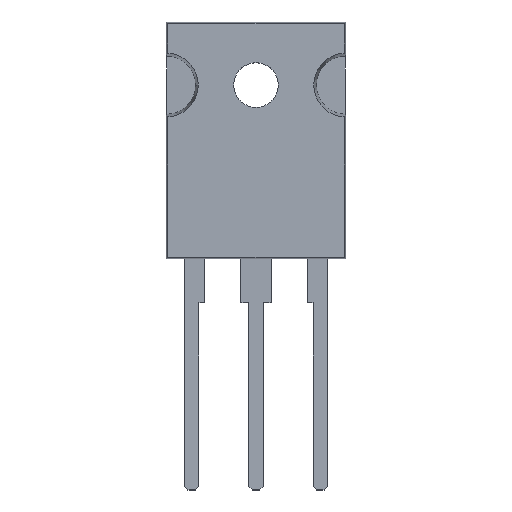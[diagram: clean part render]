
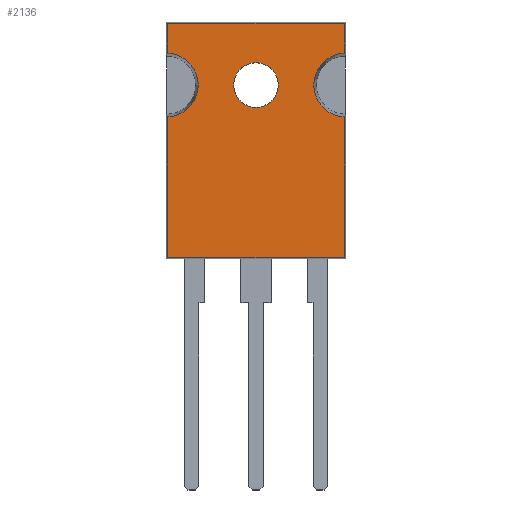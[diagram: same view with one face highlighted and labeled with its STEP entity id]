
A CAD part, top view. The second image highlights one B-rep face of the part: STEP entity #2136.
In plain terms, the highlighted planar face has unit normal (0, 0, 1).
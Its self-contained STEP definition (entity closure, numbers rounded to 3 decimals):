
#16 = CIRCLE ( 'NONE', #1599, 1.93 ) ;
#21 = CARTESIAN_POINT ( 'NONE',  ( 1.93, 4.79, 2.35 ) ) ;
#28 = LINE ( 'NONE', #1899, #79 ) ;
#72 = CARTESIAN_POINT ( 'NONE',  ( -7.627, 0., 2.35 ) ) ;
#79 = VECTOR ( 'NONE', #719, 1000. ) ;
#100 = DIRECTION ( 'NONE',  ( 1., 0., 0. ) ) ;
#133 = ORIENTED_EDGE ( 'NONE', *, *, #169, .T. ) ;
#137 = CARTESIAN_POINT ( 'NONE',  ( -5., 4.79, 2.35 ) ) ;
#139 = DIRECTION ( 'NONE',  ( 0., 0., 1. ) ) ;
#148 = CARTESIAN_POINT ( 'NONE',  ( 7.627, 7.537, 2.35 ) ) ;
#155 = EDGE_CURVE ( 'NONE', #580, #526, #16, .T. ) ;
#161 = ORIENTED_EDGE ( 'NONE', *, *, #500, .T. ) ;
#164 = DIRECTION ( 'NONE',  ( 0., 0., -1. ) ) ;
#169 = EDGE_CURVE ( 'NONE', #2116, #1082, #843, .T. ) ;
#203 = DIRECTION ( 'NONE',  ( 0., 0., 1. ) ) ;
#233 = CARTESIAN_POINT ( 'NONE',  ( 7.627, 10.127, 2.35 ) ) ;
#267 = DIRECTION ( 'NONE',  ( 0., 0., 1. ) ) ;
#286 = CARTESIAN_POINT ( 'NONE',  ( 7.627, 0., 2.35 ) ) ;
#297 = AXIS2_PLACEMENT_3D ( 'NONE', #1377, #203, #1203 ) ;
#298 = EDGE_LOOP ( 'NONE', ( #1225, #897 ) ) ;
#377 = EDGE_CURVE ( 'NONE', #1082, #540, #505, .T. ) ;
#415 = VERTEX_POINT ( 'NONE', #980 ) ;
#439 = EDGE_CURVE ( 'NONE', #1464, #1049, #1320, .T. ) ;
#458 = VECTOR ( 'NONE', #726, 1000. ) ;
#462 = CARTESIAN_POINT ( 'NONE',  ( -7.627, 2.043, 2.35 ) ) ;
#500 = EDGE_CURVE ( 'NONE', #415, #1123, #1104, .T. ) ;
#505 = LINE ( 'NONE', #876, #1766 ) ;
#510 = ORIENTED_EDGE ( 'NONE', *, *, #1753, .F. ) ;
#526 = VERTEX_POINT ( 'NONE', #21 ) ;
#540 = VERTEX_POINT ( 'NONE', #1654 ) ;
#556 = ORIENTED_EDGE ( 'NONE', *, *, #439, .T. ) ;
#579 = CARTESIAN_POINT ( 'NONE',  ( 0., -10.127, 2.35 ) ) ;
#580 = VERTEX_POINT ( 'NONE', #705 ) ;
#614 = EDGE_CURVE ( 'NONE', #526, #580, #890, .T. ) ;
#627 = AXIS2_PLACEMENT_3D ( 'NONE', #2146, #678, #1687 ) ;
#649 = DIRECTION ( 'NONE',  ( 0., 0., -1. ) ) ;
#678 = DIRECTION ( 'NONE',  ( 0., 0., -1. ) ) ;
#700 = DIRECTION ( 'NONE',  ( 0., 1., 0. ) ) ;
#705 = CARTESIAN_POINT ( 'NONE',  ( -1.93, 4.79, 2.35 ) ) ;
#719 = DIRECTION ( 'NONE',  ( 0., -1., 0. ) ) ;
#726 = DIRECTION ( 'NONE',  ( 0., -1., 0. ) ) ;
#838 = EDGE_CURVE ( 'NONE', #1711, #2116, #921, .T. ) ;
#843 = LINE ( 'NONE', #579, #1677 ) ;
#876 = CARTESIAN_POINT ( 'NONE',  ( 7.627, 0., 2.35 ) ) ;
#890 = CIRCLE ( 'NONE', #297, 1.93 ) ;
#897 = ORIENTED_EDGE ( 'NONE', *, *, #155, .F. ) ;
#921 = LINE ( 'NONE', #72, #458 ) ;
#957 = CARTESIAN_POINT ( 'NONE',  ( 7.627, -10.127, 2.35 ) ) ;
#980 = CARTESIAN_POINT ( 'NONE',  ( -7.627, 7.537, 2.35 ) ) ;
#1005 = CARTESIAN_POINT ( 'NONE',  ( -7.627, -10.127, 2.35 ) ) ;
#1008 = LINE ( 'NONE', #286, #1851 ) ;
#1042 = ORIENTED_EDGE ( 'NONE', *, *, #1821, .T. ) ;
#1049 = VERTEX_POINT ( 'NONE', #1790 ) ;
#1082 = VERTEX_POINT ( 'NONE', #957 ) ;
#1104 = CIRCLE ( 'NONE', #1239, 2.75 ) ;
#1123 = VERTEX_POINT ( 'NONE', #137 ) ;
#1136 = DIRECTION ( 'NONE',  ( 1., 0., 0. ) ) ;
#1166 = FACE_OUTER_BOUND ( 'NONE', #1879, .T. ) ;
#1203 = DIRECTION ( 'NONE',  ( 1., 0., 0. ) ) ;
#1220 = FACE_BOUND ( 'NONE', #298, .T. ) ;
#1221 = ORIENTED_EDGE ( 'NONE', *, *, #1639, .T. ) ;
#1225 = ORIENTED_EDGE ( 'NONE', *, *, #614, .F. ) ;
#1239 = AXIS2_PLACEMENT_3D ( 'NONE', #1339, #164, #1351 ) ;
#1275 = DIRECTION ( 'NONE',  ( 1., 0., 0. ) ) ;
#1312 = CARTESIAN_POINT ( 'NONE',  ( 7.75, 4.79, 2.35 ) ) ;
#1320 = LINE ( 'NONE', #1896, #1702 ) ;
#1333 = CIRCLE ( 'NONE', #1404, 2.75 ) ;
#1339 = CARTESIAN_POINT ( 'NONE',  ( -7.75, 4.79, 2.35 ) ) ;
#1351 = DIRECTION ( 'NONE',  ( -1., 0., 0. ) ) ;
#1377 = CARTESIAN_POINT ( 'NONE',  ( 0., 4.79, 2.35 ) ) ;
#1397 = ORIENTED_EDGE ( 'NONE', *, *, #838, .T. ) ;
#1404 = AXIS2_PLACEMENT_3D ( 'NONE', #1833, #649, #1657 ) ;
#1439 = CARTESIAN_POINT ( 'NONE',  ( 0., 4.79, 2.35 ) ) ;
#1460 = EDGE_CURVE ( 'NONE', #1049, #415, #28, .T. ) ;
#1464 = VERTEX_POINT ( 'NONE', #233 ) ;
#1560 = CIRCLE ( 'NONE', #1968, 2.75 ) ;
#1599 = AXIS2_PLACEMENT_3D ( 'NONE', #1439, #267, #1275 ) ;
#1639 = EDGE_CURVE ( 'NONE', #1123, #1711, #1333, .T. ) ;
#1654 = CARTESIAN_POINT ( 'NONE',  ( 7.627, 2.043, 2.35 ) ) ;
#1657 = DIRECTION ( 'NONE',  ( -1., 0., 0. ) ) ;
#1673 = PLANE ( 'NONE',  #627 ) ;
#1677 = VECTOR ( 'NONE', #100, 1000. ) ;
#1687 = DIRECTION ( 'NONE',  ( -1., 0., 0. ) ) ;
#1702 = VECTOR ( 'NONE', #1878, 1000. ) ;
#1711 = VERTEX_POINT ( 'NONE', #462 ) ;
#1730 = VERTEX_POINT ( 'NONE', #148 ) ;
#1753 = EDGE_CURVE ( 'NONE', #1730, #540, #1560, .T. ) ;
#1766 = VECTOR ( 'NONE', #700, 1000. ) ;
#1790 = CARTESIAN_POINT ( 'NONE',  ( -7.627, 10.127, 2.35 ) ) ;
#1815 = ORIENTED_EDGE ( 'NONE', *, *, #1460, .T. ) ;
#1821 = EDGE_CURVE ( 'NONE', #1730, #1464, #1008, .T. ) ;
#1833 = CARTESIAN_POINT ( 'NONE',  ( -7.75, 4.79, 2.35 ) ) ;
#1851 = VECTOR ( 'NONE', #2122, 1000. ) ;
#1878 = DIRECTION ( 'NONE',  ( -1., 0., 0. ) ) ;
#1879 = EDGE_LOOP ( 'NONE', ( #1815, #161, #1221, #1397, #133, #2095, #510, #1042, #556 ) ) ;
#1896 = CARTESIAN_POINT ( 'NONE',  ( 0., 10.127, 2.35 ) ) ;
#1899 = CARTESIAN_POINT ( 'NONE',  ( -7.627, 0., 2.35 ) ) ;
#1968 = AXIS2_PLACEMENT_3D ( 'NONE', #1312, #139, #1136 ) ;
#2095 = ORIENTED_EDGE ( 'NONE', *, *, #377, .T. ) ;
#2116 = VERTEX_POINT ( 'NONE', #1005 ) ;
#2122 = DIRECTION ( 'NONE',  ( 0., 1., 0. ) ) ;
#2136 = ADVANCED_FACE ( 'NONE', ( #1220, #1166 ), #1673, .F. ) ;
#2146 = CARTESIAN_POINT ( 'NONE',  ( 0., 0., 2.35 ) ) ;
